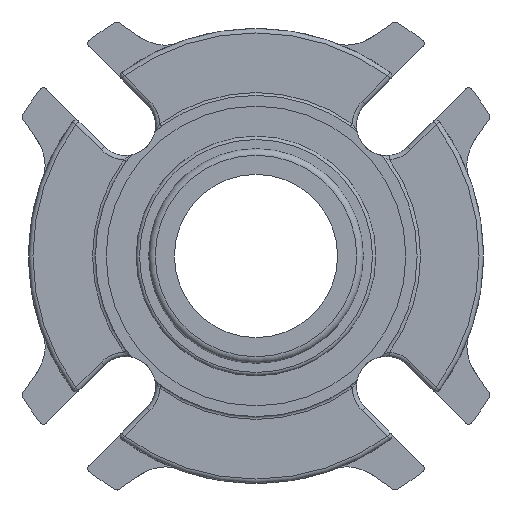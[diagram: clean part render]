
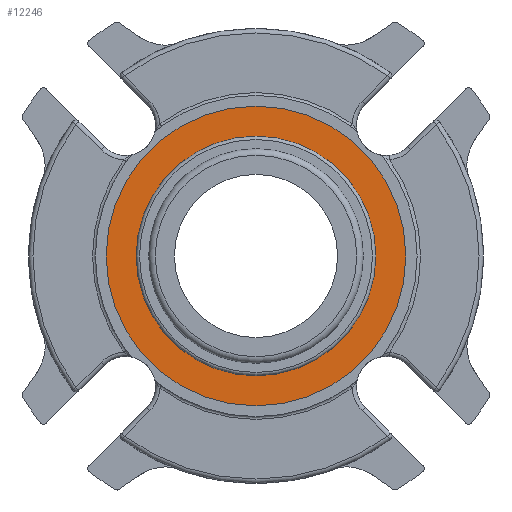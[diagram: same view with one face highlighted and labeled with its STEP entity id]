
A CAD part, front view. The second image highlights one B-rep face of the part: STEP entity #12246.
In plain terms, the highlighted planar face has unit normal (0, -1, 0).
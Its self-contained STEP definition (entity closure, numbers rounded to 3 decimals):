
#3992=ORIENTED_EDGE('',*,*,#5231,.T.);
#3993=ORIENTED_EDGE('',*,*,#5230,.F.);
#5230=EDGE_CURVE('',#6003,#6003,#6555,.F.);
#5231=EDGE_CURVE('',#6004,#6004,#6556,.T.);
#6003=VERTEX_POINT('',#19925);
#6004=VERTEX_POINT('',#19928);
#6555=CIRCLE('',#13308,27.912);
#6556=CIRCLE('',#13310,34.89);
#7170=EDGE_LOOP('',(#3992));
#7171=EDGE_LOOP('',(#3993));
#7795=FACE_BOUND('',#7170,.T.);
#7796=FACE_BOUND('',#7171,.T.);
#7953=PLANE('',#13309);
#12246=ADVANCED_FACE('',(#7795,#7796),#7953,.F.);
#13308=AXIS2_PLACEMENT_3D('',#19924,#15885,#15886);
#13309=AXIS2_PLACEMENT_3D('',#19926,#15887,#15888);
#13310=AXIS2_PLACEMENT_3D('',#19927,#15889,#15890);
#15885=DIRECTION('',(0.,1.,0.));
#15886=DIRECTION('',(0.,0.,1.));
#15887=DIRECTION('',(0.,1.,0.));
#15888=DIRECTION('',(-1.,0.,0.));
#15889=DIRECTION('',(0.,-1.,0.));
#15890=DIRECTION('',(1.,0.,0.));
#19924=CARTESIAN_POINT('',(0.,9.265,0.));
#19925=CARTESIAN_POINT('',(0.,9.265,27.912));
#19926=CARTESIAN_POINT('',(34.89,9.265,0.));
#19927=CARTESIAN_POINT('',(0.,9.265,0.));
#19928=CARTESIAN_POINT('',(34.89,9.265,0.));
